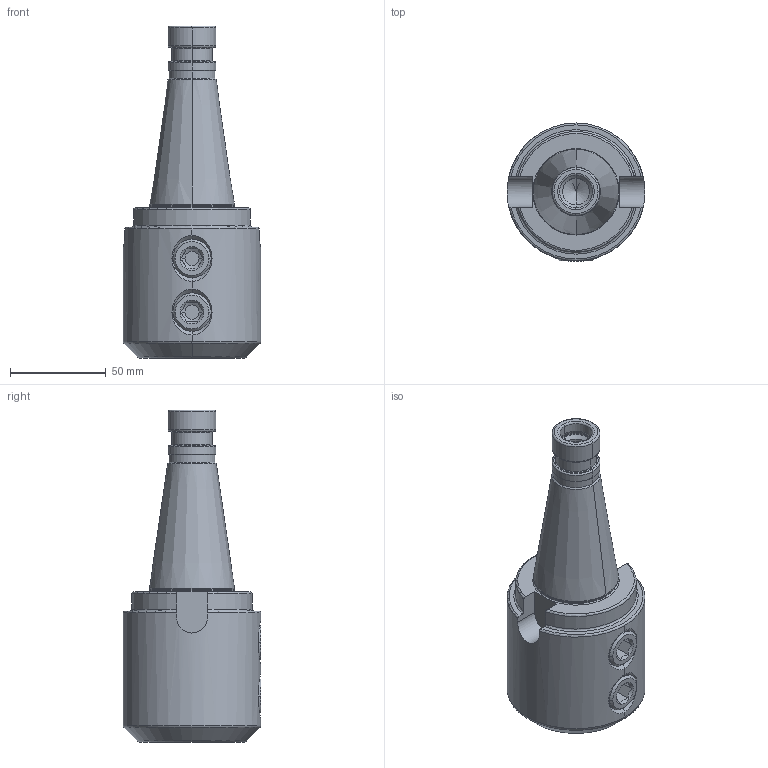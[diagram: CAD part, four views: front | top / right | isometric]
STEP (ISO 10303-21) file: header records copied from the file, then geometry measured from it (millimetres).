
FILE_DESCRIPTION((''),'2;1');
FILE_NAME('401_04_32','2020-09-02T',('103090'),(''),'CREO PARAMETRIC BY PTC INC, 2016260','CREO PARAMETRIC BY PTC INC, 2016260','');
FILE_SCHEMA(('CONFIG_CONTROL_DESIGN'));
Length unit declared in the file: millimetre
Products named in the file (1): 401_04_32
Bounding box: 72 x 72 x 173.4 mm (x, y, z)
Volume: 310124.9 mm3; surface area: 43451.4 mm2
Topology: 1 solids, 1 shells, 134 faces, 310 edges, 181 vertices
Faces by surface type: cone 38, cylinder 32, torus 32, plane 32
Entity records: 4244 total; most frequent: CARTESIAN_POINT 1158, DIRECTION 684, ORIENTED_EDGE 616, EDGE_CURVE 308, AXIS2_PLACEMENT_3D 287, VERTEX_POINT 181, CIRCLE 150, EDGE_LOOP 139
